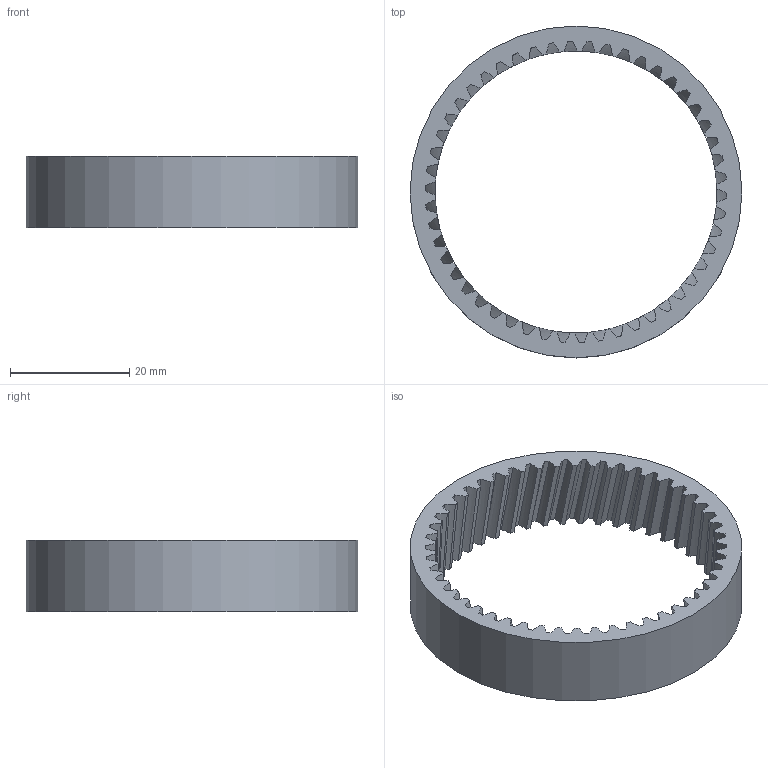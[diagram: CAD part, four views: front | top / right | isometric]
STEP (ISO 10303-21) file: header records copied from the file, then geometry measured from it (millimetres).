
FILE_DESCRIPTION(/* description */ (''),/* implementation_level */ '2;1');
FILE_NAME(/* name */ 'ring_gear_T50_M0.95_H10deg_d12_pressureA_14.5_ver02-1.stp',/* time_stamp */ '2019-07-25T10:20:27+09:00',/* author */ ('cdi'),/* organization */ (''),/* preprocessor_version */ 'ST-DEVELOPER v17.2',/* originating_system */ 'Autodesk Inventor 2019',/* authorisation */ '');
FILE_SCHEMA (('AUTOMOTIVE_DESIGN { 1 0 10303 214 3 1 1 }'));
Length unit declared in the file: millimetre
Products named in the file (1): Spur Gear2
Bounding box: 55.67 x 55.67 x 12 mm (x, y, z)
Volume: 6566.1 mm3; surface area: 6361.7 mm2
Topology: 1 solids, 1 shells, 203 faces, 603 edges, 402 vertices
Faces by surface type: bspline 150, cylinder 51, plane 2
Full cylindrical faces by diameter (mm): 55.669 x1
Entity records: 9204 total; most frequent: CARTESIAN_POINT 5059, ORIENTED_EDGE 1206, EDGE_CURVE 603, B_SPLINE_CURVE_WITH_KNOTS 500, VERTEX_POINT 402, DIRECTION 313, EDGE_LOOP 205, FACE_OUTER_BOUND 203
